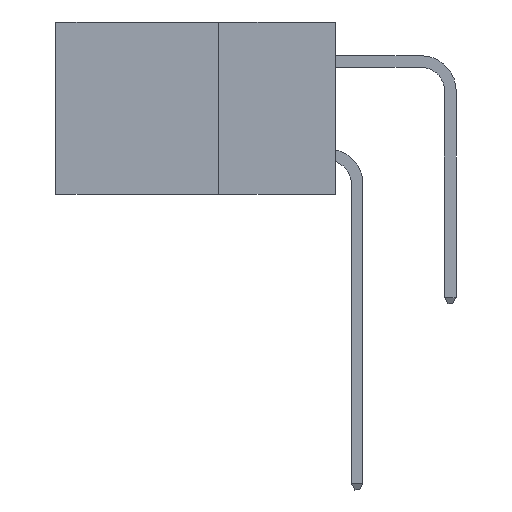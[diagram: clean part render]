
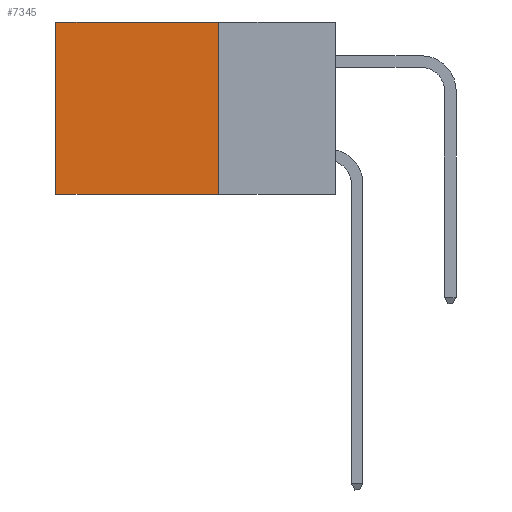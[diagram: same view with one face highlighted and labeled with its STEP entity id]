
A CAD part, left-side view. The second image highlights one B-rep face of the part: STEP entity #7345.
In plain terms, the highlighted planar face has unit normal (-1, 0, 0).
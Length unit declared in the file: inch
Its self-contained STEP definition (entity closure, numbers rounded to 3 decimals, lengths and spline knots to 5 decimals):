
#1320 = CARTESIAN_POINT ( 'NONE',  ( 0.2875, 0.25, 0. ) ) ;
#1446 = VERTEX_POINT ( 'NONE', #20134 ) ;
#2775 = VERTEX_POINT ( 'NONE', #17528 ) ;
#7345 = ADVANCED_FACE ( 'NONE', ( #41154 ), #17306, .F. ) ;
#7347 = ORIENTED_EDGE ( 'NONE', *, *, #28192, .T. ) ;
#7701 = EDGE_CURVE ( 'NONE', #41518, #39713, #29826, .T. ) ;
#8192 = DIRECTION ( 'NONE',  ( 0., 0., -1. ) ) ;
#11432 = DIRECTION ( 'NONE',  ( 1., 0., 0. ) ) ;
#11635 = CARTESIAN_POINT ( 'NONE',  ( 0.2875, 0.25, -0.37 ) ) ;
#13351 = CARTESIAN_POINT ( 'NONE',  ( 0.2875, 0.25, 0. ) ) ;
#14132 = DIRECTION ( 'NONE',  ( 0., 1., 0. ) ) ;
#14458 = LINE ( 'NONE', #11635, #26034 ) ;
#14492 = ORIENTED_EDGE ( 'NONE', *, *, #7701, .F. ) ;
#16736 = CARTESIAN_POINT ( 'NONE',  ( 0.2875, 0.25, 0. ) ) ;
#17306 = PLANE ( 'NONE',  #22816 ) ;
#17528 = CARTESIAN_POINT ( 'NONE',  ( 0.2875, 0.6, 0. ) ) ;
#17778 = DIRECTION ( 'NONE',  ( 0., 0., -1. ) ) ;
#18153 = VECTOR ( 'NONE', #34148, 39.37008 ) ;
#18321 = VECTOR ( 'NONE', #17778, 39.37008 ) ;
#20134 = CARTESIAN_POINT ( 'NONE',  ( 0.2875, 0.6, -0.37 ) ) ;
#20310 = ORIENTED_EDGE ( 'NONE', *, *, #32730, .T. ) ;
#22816 = AXIS2_PLACEMENT_3D ( 'NONE', #31368, #11432, #8192 ) ;
#23802 = ORIENTED_EDGE ( 'NONE', *, *, #31855, .F. ) ;
#24003 = VECTOR ( 'NONE', #14132, 39.37008 ) ;
#24214 = DIRECTION ( 'NONE',  ( 0., 1., 0. ) ) ;
#26034 = VECTOR ( 'NONE', #24214, 39.37008 ) ;
#27571 = LINE ( 'NONE', #1320, #24003 ) ;
#28192 = EDGE_CURVE ( 'NONE', #2775, #1446, #37520, .T. ) ;
#29136 = EDGE_LOOP ( 'NONE', ( #7347, #23802, #14492, #20310 ) ) ;
#29826 = LINE ( 'NONE', #13351, #18153 ) ;
#31368 = CARTESIAN_POINT ( 'NONE',  ( 0.2875, 0.25, 0. ) ) ;
#31421 = CARTESIAN_POINT ( 'NONE',  ( 0.2875, 0.6, 0. ) ) ;
#31855 = EDGE_CURVE ( 'NONE', #39713, #1446, #14458, .T. ) ;
#32730 = EDGE_CURVE ( 'NONE', #41518, #2775, #27571, .T. ) ;
#34148 = DIRECTION ( 'NONE',  ( 0., 0., -1. ) ) ;
#37520 = LINE ( 'NONE', #31421, #18321 ) ;
#39713 = VERTEX_POINT ( 'NONE', #42813 ) ;
#41154 = FACE_OUTER_BOUND ( 'NONE', #29136, .T. ) ;
#41518 = VERTEX_POINT ( 'NONE', #16736 ) ;
#42813 = CARTESIAN_POINT ( 'NONE',  ( 0.2875, 0.25, -0.37 ) ) ;
